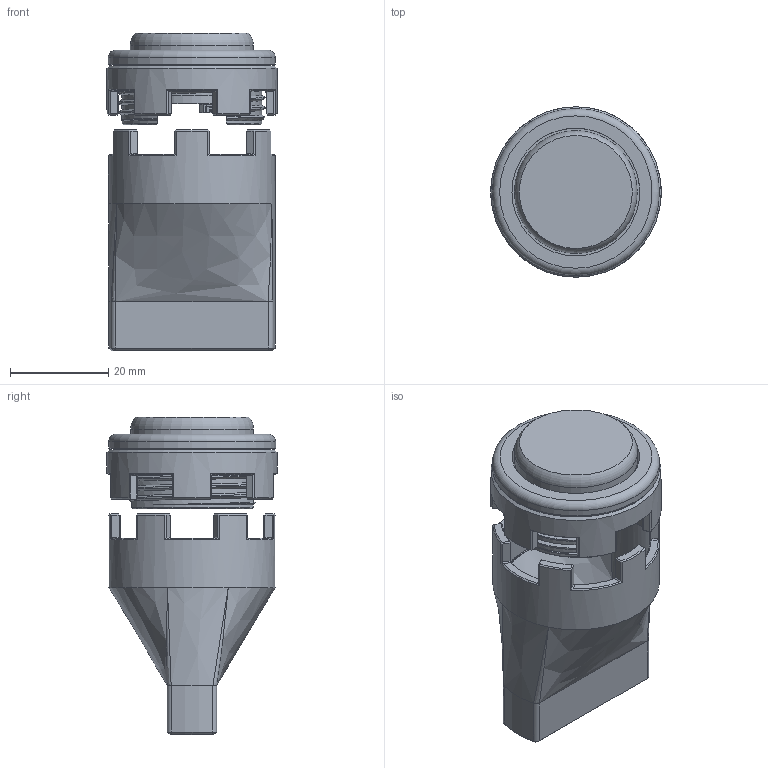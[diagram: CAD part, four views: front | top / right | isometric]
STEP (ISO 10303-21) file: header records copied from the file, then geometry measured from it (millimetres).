
FILE_DESCRIPTION(/* description */ (''),/* implementation_level */ '2;1');
FILE_NAME(/* name */ 'OSBMX v2 v30.step',/* time_stamp */ '2025-04-10T08:27:41-04:00',/* author */ (''),/* organization */ (''),/* preprocessor_version */ 'ST-DEVELOPER v20.1',/* originating_system */ 'Autodesk Translation Framework v14.4.0.0',/* authorisation */ '');
FILE_SCHEMA (('AUTOMOTIVE_DESIGN { 1 0 10303 214 3 1 1 }'));
Length unit declared in the file: millimetre
Products named in the file (5): cherry mx v28; EasyEDA PCB Model~W3GU; Board~W3GU; U2~CONN-SMD_HOTPLUGPAKAGE__C9900010116~CONN-SMD_HOTPLUGPAKAGE__C99000
10116~W3GU; CONN-SMD_HOTPLUGPAKAGE__C9900010116~CONN-SMD_HOTPLUGPAKAGE__C99000101
16~W3GU
Assembly tree (4 placements, depth 4):
  cherry mx v28
    EasyEDA PCB Model~W3GU
      Board~W3GU
      U2~CONN-SMD_HOTPLUGPAKAGE__C9900010116~CONN-SMD_HOTPLUGPAKAGE__C99000
10116~W3GU
        CONN-SMD_HOTPLUGPAKAGE__C9900010116~CONN-SMD_HOTPLUGPAKAGE__C99000101
16~W3GU
Bounding box: 34.68 x 34.68 x 64.7 mm (x, y, z)
Volume: 15856 mm3; surface area: 17596.1 mm2
Topology: 9 solids, 9 shells, 822 faces, 2253 edges, 1484 vertices
Faces by surface type: plane 471, bspline 170, cylinder 104, cone 73, torus 4
Full cylindrical faces by diameter (mm): 1.524 x1, 1.8 x2, 2.1 x2, 2.9 x2, 4.8 x1, 5.5 x1, 22 x1, 25 x1, 26 x1, 28.5 x2, 29.07 x1, 29.822 x2, 30 x3, 30.418 x2, 30.5 x1, 31 x2, 34 x2, 34.68 x1
Entity records: 30524 total; most frequent: CARTESIAN_POINT 10935, ORIENTED_EDGE 4498, DIRECTION 3338, EDGE_CURVE 2249, VERTEX_POINT 1484, LINE 1278, VECTOR 1278, AXIS2_PLACEMENT_3D 1030
